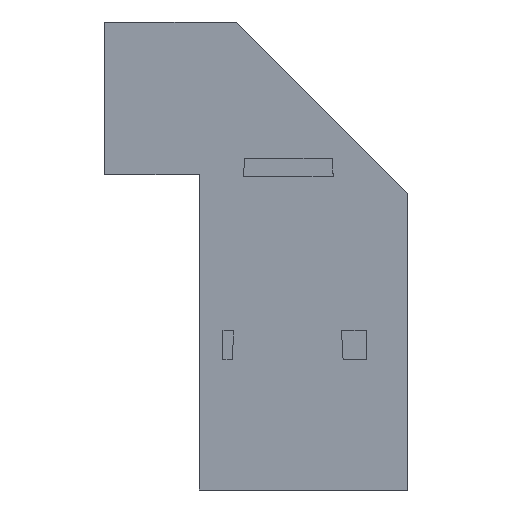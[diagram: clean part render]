
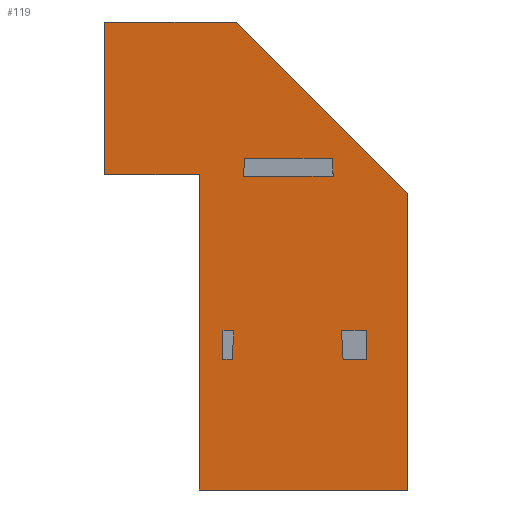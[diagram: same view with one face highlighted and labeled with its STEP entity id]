
A CAD part, left-side view. The second image highlights one B-rep face of the part: STEP entity #119.
In plain terms, the highlighted planar face has unit normal (-0.998, 0, -0.062).
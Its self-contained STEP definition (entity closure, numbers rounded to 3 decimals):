
#22 = VERTEX_POINT('',#23);
#23 = CARTESIAN_POINT('',(5.02,-5.698,23.333));
#40 = VERTEX_POINT('',#41);
#41 = CARTESIAN_POINT('',(5.509,-13.508,15.523
    ));
#47 = EDGE_CURVE('',#22,#40,#48,.T.);
#48 = LINE('',#49,#50);
#49 = CARTESIAN_POINT('',(5.02,-5.698,23.333));
#50 = VECTOR('',#51,1.);
#51 = DIRECTION('',(0.044,-0.706,-0.706)
  );
#62 = VERTEX_POINT('',#63);
#63 = CARTESIAN_POINT('',(5.02,0.31,23.333));
#78 = EDGE_CURVE('',#62,#22,#79,.T.);
#79 = LINE('',#80,#81);
#80 = CARTESIAN_POINT('',(5.02,0.31,23.333));
#81 = VECTOR('',#82,1.);
#82 = DIRECTION('',(0.,-1.,0.));
#102 = VERTEX_POINT('',#103);
#103 = CARTESIAN_POINT('',(6.355,-13.508,2.));
#109 = EDGE_CURVE('',#40,#102,#110,.T.);
#110 = LINE('',#111,#112);
#111 = CARTESIAN_POINT('',(5.509,-13.508,
    15.523));
#112 = VECTOR('',#113,1.);
#113 = DIRECTION('',(0.062,0.,
    -0.998));
#119 = ADVANCED_FACE('',(#120,#155,#189,#223),#257,.F.);
#120 = FACE_BOUND('',#121,.F.);
#121 = EDGE_LOOP('',(#122,#123,#124,#132,#140,#148,#154));
#122 = ORIENTED_EDGE('',*,*,#47,.T.);
#123 = ORIENTED_EDGE('',*,*,#109,.T.);
#124 = ORIENTED_EDGE('',*,*,#125,.T.);
#125 = EDGE_CURVE('',#102,#126,#128,.T.);
#126 = VERTEX_POINT('',#127);
#127 = CARTESIAN_POINT('',(6.355,-4.008,2.));
#128 = LINE('',#129,#130);
#129 = CARTESIAN_POINT('',(6.355,-13.508,2.));
#130 = VECTOR('',#131,1.);
#131 = DIRECTION('',(0.,1.,0.));
#132 = ORIENTED_EDGE('',*,*,#133,.T.);
#133 = EDGE_CURVE('',#126,#134,#136,.T.);
#134 = VERTEX_POINT('',#135);
#135 = CARTESIAN_POINT('',(5.454,-4.008,16.4));
#136 = LINE('',#137,#138);
#137 = CARTESIAN_POINT('',(6.355,-4.008,2.));
#138 = VECTOR('',#139,1.);
#139 = DIRECTION('',(-0.062,0.,
    0.998));
#140 = ORIENTED_EDGE('',*,*,#141,.T.);
#141 = EDGE_CURVE('',#134,#142,#144,.T.);
#142 = VERTEX_POINT('',#143);
#143 = CARTESIAN_POINT('',(5.454,0.31,16.4));
#144 = LINE('',#145,#146);
#145 = CARTESIAN_POINT('',(5.454,-4.008,16.4));
#146 = VECTOR('',#147,1.);
#147 = DIRECTION('',(0.,1.,0.));
#148 = ORIENTED_EDGE('',*,*,#149,.T.);
#149 = EDGE_CURVE('',#142,#62,#150,.T.);
#150 = LINE('',#151,#152);
#151 = CARTESIAN_POINT('',(5.454,0.31,16.4));
#152 = VECTOR('',#153,1.);
#153 = DIRECTION('',(-0.062,0.,
    0.998));
#154 = ORIENTED_EDGE('',*,*,#78,.T.);
#155 = FACE_BOUND('',#156,.F.);
#156 = EDGE_LOOP('',(#157,#167,#175,#183));
#157 = ORIENTED_EDGE('',*,*,#158,.F.);
#158 = EDGE_CURVE('',#159,#161,#163,.T.);
#159 = VERTEX_POINT('',#160);
#160 = CARTESIAN_POINT('',(5.98,-5.09,7.988));
#161 = VERTEX_POINT('',#162);
#162 = CARTESIAN_POINT('',(5.899,-5.09,9.285));
#163 = LINE('',#164,#165);
#164 = CARTESIAN_POINT('',(5.98,-5.09,7.988));
#165 = VECTOR('',#166,1.);
#166 = DIRECTION('',(-0.062,0.,
    0.998));
#167 = ORIENTED_EDGE('',*,*,#168,.F.);
#168 = EDGE_CURVE('',#169,#159,#171,.T.);
#169 = VERTEX_POINT('',#170);
#170 = CARTESIAN_POINT('',(5.98,-5.506,7.988
    ));
#171 = LINE('',#172,#173);
#172 = CARTESIAN_POINT('',(5.98,-5.506,7.988
    ));
#173 = VECTOR('',#174,1.);
#174 = DIRECTION('',(0.,1.,0.));
#175 = ORIENTED_EDGE('',*,*,#176,.T.);
#176 = EDGE_CURVE('',#169,#177,#179,.T.);
#177 = VERTEX_POINT('',#178);
#178 = CARTESIAN_POINT('',(5.899,-5.587,9.285
    ));
#179 = LINE('',#180,#181);
#180 = CARTESIAN_POINT('',(5.98,-5.506,7.988
    ));
#181 = VECTOR('',#182,1.);
#182 = DIRECTION('',(-0.062,-0.062,0.996
    ));
#183 = ORIENTED_EDGE('',*,*,#184,.F.);
#184 = EDGE_CURVE('',#161,#177,#185,.T.);
#185 = LINE('',#186,#187);
#186 = CARTESIAN_POINT('',(5.899,-5.09,9.285));
#187 = VECTOR('',#188,1.);
#188 = DIRECTION('',(0.,-1.,0.));
#189 = FACE_BOUND('',#190,.F.);
#190 = EDGE_LOOP('',(#191,#201,#209,#217));
#191 = ORIENTED_EDGE('',*,*,#192,.F.);
#192 = EDGE_CURVE('',#193,#195,#197,.T.);
#193 = VERTEX_POINT('',#194);
#194 = CARTESIAN_POINT('',(5.457,-6.028,
    16.352));
#195 = VERTEX_POINT('',#196);
#196 = CARTESIAN_POINT('',(5.407,-6.078,17.15));
#197 = LINE('',#198,#199);
#198 = CARTESIAN_POINT('',(5.457,-6.028,
    16.352));
#199 = VECTOR('',#200,1.);
#200 = DIRECTION('',(-0.062,-0.062,0.996
    ));
#201 = ORIENTED_EDGE('',*,*,#202,.F.);
#202 = EDGE_CURVE('',#203,#193,#205,.T.);
#203 = VERTEX_POINT('',#204);
#204 = CARTESIAN_POINT('',(5.457,-10.122,
    16.352));
#205 = LINE('',#206,#207);
#206 = CARTESIAN_POINT('',(5.457,-10.122,
    16.352));
#207 = VECTOR('',#208,1.);
#208 = DIRECTION('',(0.,1.,0.));
#209 = ORIENTED_EDGE('',*,*,#210,.T.);
#210 = EDGE_CURVE('',#203,#211,#213,.T.);
#211 = VERTEX_POINT('',#212);
#212 = CARTESIAN_POINT('',(5.407,-10.078,17.15));
#213 = LINE('',#214,#215);
#214 = CARTESIAN_POINT('',(5.457,-10.122,
    16.352));
#215 = VECTOR('',#216,1.);
#216 = DIRECTION('',(-0.062,0.054,
    0.997));
#217 = ORIENTED_EDGE('',*,*,#218,.T.);
#218 = EDGE_CURVE('',#211,#195,#219,.T.);
#219 = LINE('',#220,#221);
#220 = CARTESIAN_POINT('',(5.407,-10.078,17.15));
#221 = VECTOR('',#222,1.);
#222 = DIRECTION('',(0.,1.,0.));
#223 = FACE_BOUND('',#224,.F.);
#224 = EDGE_LOOP('',(#225,#235,#243,#251));
#225 = ORIENTED_EDGE('',*,*,#226,.F.);
#226 = EDGE_CURVE('',#227,#229,#231,.T.);
#227 = VERTEX_POINT('',#228);
#228 = CARTESIAN_POINT('',(5.98,-10.575,7.988
    ));
#229 = VERTEX_POINT('',#230);
#230 = CARTESIAN_POINT('',(5.899,-10.504,9.285
    ));
#231 = LINE('',#232,#233);
#232 = CARTESIAN_POINT('',(5.98,-10.575,7.988
    ));
#233 = VECTOR('',#234,1.);
#234 = DIRECTION('',(-0.062,0.054,
    0.997));
#235 = ORIENTED_EDGE('',*,*,#236,.F.);
#236 = EDGE_CURVE('',#237,#227,#239,.T.);
#237 = VERTEX_POINT('',#238);
#238 = CARTESIAN_POINT('',(5.98,-11.64,7.988));
#239 = LINE('',#240,#241);
#240 = CARTESIAN_POINT('',(5.98,-11.64,7.988));
#241 = VECTOR('',#242,1.);
#242 = DIRECTION('',(0.,1.,0.));
#243 = ORIENTED_EDGE('',*,*,#244,.F.);
#244 = EDGE_CURVE('',#245,#237,#247,.T.);
#245 = VERTEX_POINT('',#246);
#246 = CARTESIAN_POINT('',(5.899,-11.64,9.285));
#247 = LINE('',#248,#249);
#248 = CARTESIAN_POINT('',(5.899,-11.64,9.285));
#249 = VECTOR('',#250,1.);
#250 = DIRECTION('',(0.062,0.,
    -0.998));
#251 = ORIENTED_EDGE('',*,*,#252,.T.);
#252 = EDGE_CURVE('',#245,#229,#253,.T.);
#253 = LINE('',#254,#255);
#254 = CARTESIAN_POINT('',(5.899,-11.64,9.285));
#255 = VECTOR('',#256,1.);
#256 = DIRECTION('',(0.,1.,0.));
#257 = PLANE('',#258);
#258 = AXIS2_PLACEMENT_3D('',#259,#260,#261);
#259 = CARTESIAN_POINT('',(5.687,-6.872,
    12.677));
#260 = DIRECTION('',(0.998,0.,
    0.062));
#261 = DIRECTION('',(-0.062,0.,0.998));
